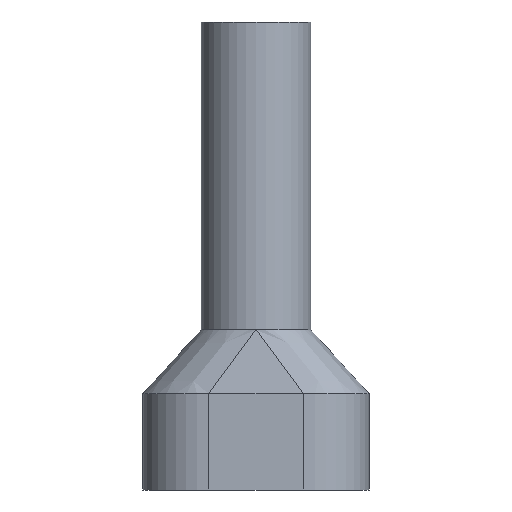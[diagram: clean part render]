
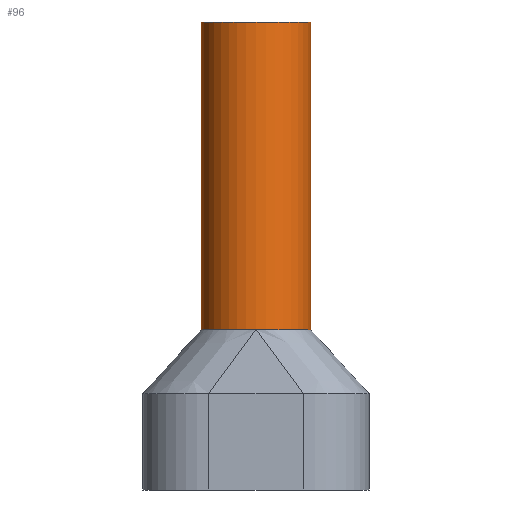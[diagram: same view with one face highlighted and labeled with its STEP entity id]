
A CAD part, front view. The second image highlights one B-rep face of the part: STEP entity #96.
In plain terms, the highlighted cylindrical face has radius 4.45 mm (diameter 8.9 mm), a partial arc.
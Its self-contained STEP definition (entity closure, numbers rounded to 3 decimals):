
#35=AXIS2_PLACEMENT_3D('Cylinder Axis2P3D',#32,#33,#34) ;
#82=AXIS2_PLACEMENT_3D('Circle Axis2P3D',#80,#81,$) ;
#87=AXIS2_PLACEMENT_3D('Circle Axis2P3D',#85,#86,$) ;
#32=CARTESIAN_POINT('Axis2P3D Location',(9.2,5.35,25.5)) ;
#37=CARTESIAN_POINT('Line Origine',(13.65,5.35,25.5)) ;
#41=CARTESIAN_POINT('Vertex',(13.65,5.35,13.)) ;
#43=CARTESIAN_POINT('Vertex',(13.65,5.35,38.)) ;
#50=CARTESIAN_POINT('Vertex',(4.75,5.35,13.)) ;
#53=CARTESIAN_POINT('Line Origine',(4.75,5.35,25.5)) ;
#57=CARTESIAN_POINT('Vertex',(4.75,5.35,38.)) ;
#80=CARTESIAN_POINT('Axis2P3D Location',(9.2,5.35,13.)) ;
#85=CARTESIAN_POINT('Axis2P3D Location',(9.2,5.35,38.)) ;
#33=DIRECTION('Axis2P3D Direction',(0.,0.,1.)) ;
#34=DIRECTION('Axis2P3D XDirection',(1.,0.,0.)) ;
#38=DIRECTION('Vector Direction',(0.,0.,1.)) ;
#54=DIRECTION('Vector Direction',(0.,0.,1.)) ;
#81=DIRECTION('Axis2P3D Direction',(0.,0.,1.)) ;
#86=DIRECTION('Axis2P3D Direction',(0.,0.,1.)) ;
#39=VECTOR('Line Direction',#38,1.) ;
#55=VECTOR('Line Direction',#54,1.) ;
#91=ORIENTED_EDGE('',*,*,#59,.F.) ;
#92=ORIENTED_EDGE('',*,*,#84,.T.) ;
#93=ORIENTED_EDGE('',*,*,#45,.T.) ;
#94=ORIENTED_EDGE('',*,*,#89,.F.) ;
#96=ADVANCED_FACE('S3D',(#95),#36,.T.) ;
#83=CIRCLE('generated circle',#82,4.45) ;
#88=CIRCLE('generated circle',#87,4.45) ;
#36=CYLINDRICAL_SURFACE('generated cylinder',#35,4.45) ;
#45=EDGE_CURVE('',#42,#44,#40,.T.) ;
#59=EDGE_CURVE('',#51,#58,#56,.T.) ;
#84=EDGE_CURVE('',#51,#42,#83,.T.) ;
#89=EDGE_CURVE('',#58,#44,#88,.T.) ;
#90=EDGE_LOOP('',(#91,#92,#93,#94)) ;
#95=FACE_OUTER_BOUND('',#90,.T.) ;
#40=LINE('Line',#37,#39) ;
#56=LINE('Line',#53,#55) ;
#42=VERTEX_POINT('',#41) ;
#44=VERTEX_POINT('',#43) ;
#51=VERTEX_POINT('',#50) ;
#58=VERTEX_POINT('',#57) ;
